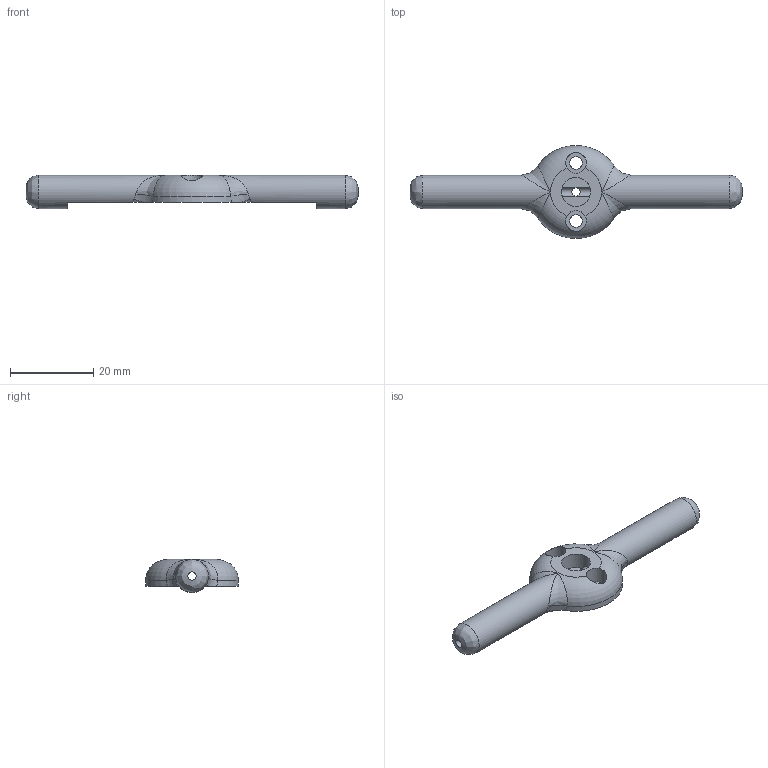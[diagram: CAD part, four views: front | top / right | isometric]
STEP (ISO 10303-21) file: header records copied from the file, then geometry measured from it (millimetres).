
FILE_DESCRIPTION( ( '' ), ' ' );
FILE_NAME( '59db3a31eee151104b521e53.step', '2017-10-09T08:58:26', ( '' ), ( '' ), ' ', ' ', ' ' );
FILE_SCHEMA( ( 'AUTOMOTIVE_DESIGN { 1 0 10303 214 1 1 1 1 }' ) );
Length unit declared in the file: metre
Products named in the file (1): Part 1
Bounding box: 80 x 22.4 x 8 mm (x, y, z)
Volume: 4299.4 mm3; surface area: 3175.5 mm2
Topology: 1 solids, 1 shells, 36 faces, 100 edges, 58 vertices
Faces by surface type: bspline 14, cylinder 12, plane 8, torus 2
Full cylindrical faces by diameter (mm): 2 x3, 3 x2, 5 x2, 7 x1, 8 x2
Entity records: 3508 total; most frequent: CARTESIAN_POINT 2473, ORIENTED_EDGE 156, DIRECTION 128, EDGE_CURVE 78, AXIS2_PLACEMENT_3D 59, EDGE_LOOP 54, VERTEX_POINT 52, FACE_OUTER_BOUND 48
